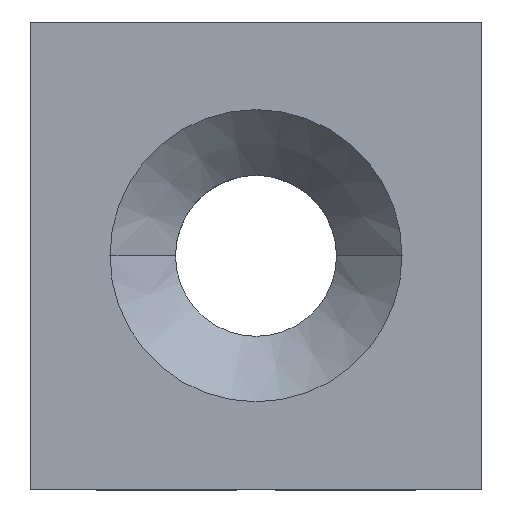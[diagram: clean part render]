
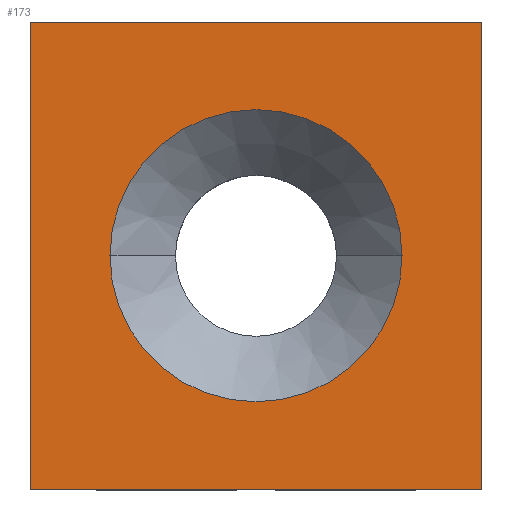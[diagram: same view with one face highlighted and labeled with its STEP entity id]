
A CAD part, top view. The second image highlights one B-rep face of the part: STEP entity #173.
In plain terms, the highlighted planar face has unit normal (0, 0, 1).
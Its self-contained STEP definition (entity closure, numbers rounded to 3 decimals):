
#1 = DIRECTION ( 'NONE',  ( 0., 1., 0. ) ) ;
#125 = ORIENTED_EDGE ( 'NONE', *, *, #535, .F. ) ;
#148 = LINE ( 'NONE', #563, #686 ) ;
#173 = ADVANCED_FACE ( 'NONE', ( #900, #512 ), #1316, .F. ) ;
#221 = VERTEX_POINT ( 'NONE', #1228 ) ;
#226 = CARTESIAN_POINT ( 'NONE',  ( -5.8, -6., 0. ) ) ;
#235 = EDGE_LOOP ( 'NONE', ( #494, #835 ) ) ;
#238 = ORIENTED_EDGE ( 'NONE', *, *, #1259, .F. ) ;
#268 = LINE ( 'NONE', #980, #650 ) ;
#279 = CARTESIAN_POINT ( 'NONE',  ( 5.8, 6., 0. ) ) ;
#333 = EDGE_CURVE ( 'NONE', #369, #718, #475, .T. ) ;
#342 = ORIENTED_EDGE ( 'NONE', *, *, #1133, .T. ) ;
#348 = DIRECTION ( 'NONE',  ( 1., 0., 0. ) ) ;
#369 = VERTEX_POINT ( 'NONE', #226 ) ;
#384 = CARTESIAN_POINT ( 'NONE',  ( 0., 0., 0. ) ) ;
#414 = VECTOR ( 'NONE', #1253, 1000. ) ;
#475 = LINE ( 'NONE', #546, #1082 ) ;
#480 = DIRECTION ( 'NONE',  ( 1., 0., 0. ) ) ;
#494 = ORIENTED_EDGE ( 'NONE', *, *, #634, .T. ) ;
#512 = FACE_OUTER_BOUND ( 'NONE', #648, .T. ) ;
#535 = EDGE_CURVE ( 'NONE', #782, #369, #148, .T. ) ;
#546 = CARTESIAN_POINT ( 'NONE',  ( -5.8, 6., 0. ) ) ;
#552 = VERTEX_POINT ( 'NONE', #781 ) ;
#563 = CARTESIAN_POINT ( 'NONE',  ( 5.8, -6., 0. ) ) ;
#588 = CIRCLE ( 'NONE', #1076, 3.75 ) ;
#593 = CIRCLE ( 'NONE', #1087, 3.75 ) ;
#620 = CARTESIAN_POINT ( 'NONE',  ( 5.8, -6., 0. ) ) ;
#634 = EDGE_CURVE ( 'NONE', #221, #1127, #593, .T. ) ;
#648 = EDGE_LOOP ( 'NONE', ( #238, #342, #995, #125 ) ) ;
#650 = VECTOR ( 'NONE', #1332, 1000. ) ;
#669 = DIRECTION ( 'NONE',  ( -1., 0., 0. ) ) ;
#686 = VECTOR ( 'NONE', #669, 1000. ) ;
#718 = VERTEX_POINT ( 'NONE', #1123 ) ;
#759 = CARTESIAN_POINT ( 'NONE',  ( 0., 0., 0. ) ) ;
#781 = CARTESIAN_POINT ( 'NONE',  ( 5.8, 6., 0. ) ) ;
#782 = VERTEX_POINT ( 'NONE', #620 ) ;
#788 = DIRECTION ( 'NONE',  ( 0., 0., -1. ) ) ;
#835 = ORIENTED_EDGE ( 'NONE', *, *, #976, .T. ) ;
#900 = FACE_BOUND ( 'NONE', #235, .T. ) ;
#913 = CARTESIAN_POINT ( 'NONE',  ( -3.75, 0., 0. ) ) ;
#964 = DIRECTION ( 'NONE',  ( 0., 0., -1. ) ) ;
#976 = EDGE_CURVE ( 'NONE', #1127, #221, #588, .T. ) ;
#980 = CARTESIAN_POINT ( 'NONE',  ( 5.8, 6., 0. ) ) ;
#995 = ORIENTED_EDGE ( 'NONE', *, *, #333, .F. ) ;
#1000 = CARTESIAN_POINT ( 'NONE',  ( 5.8, 6., 0. ) ) ;
#1076 = AXIS2_PLACEMENT_3D ( 'NONE', #759, #964, #348 ) ;
#1082 = VECTOR ( 'NONE', #1, 1000. ) ;
#1087 = AXIS2_PLACEMENT_3D ( 'NONE', #384, #1113, #480 ) ;
#1113 = DIRECTION ( 'NONE',  ( 0., 0., -1. ) ) ;
#1115 = DIRECTION ( 'NONE',  ( -1., 0., 0. ) ) ;
#1123 = CARTESIAN_POINT ( 'NONE',  ( -5.8, 6., 0. ) ) ;
#1127 = VERTEX_POINT ( 'NONE', #913 ) ;
#1133 = EDGE_CURVE ( 'NONE', #552, #718, #268, .T. ) ;
#1208 = AXIS2_PLACEMENT_3D ( 'NONE', #1000, #788, #1115 ) ;
#1228 = CARTESIAN_POINT ( 'NONE',  ( 3.75, 0., 0. ) ) ;
#1248 = LINE ( 'NONE', #279, #414 ) ;
#1253 = DIRECTION ( 'NONE',  ( 0., -1., 0. ) ) ;
#1259 = EDGE_CURVE ( 'NONE', #552, #782, #1248, .T. ) ;
#1316 = PLANE ( 'NONE',  #1208 ) ;
#1332 = DIRECTION ( 'NONE',  ( -1., 0., 0. ) ) ;
